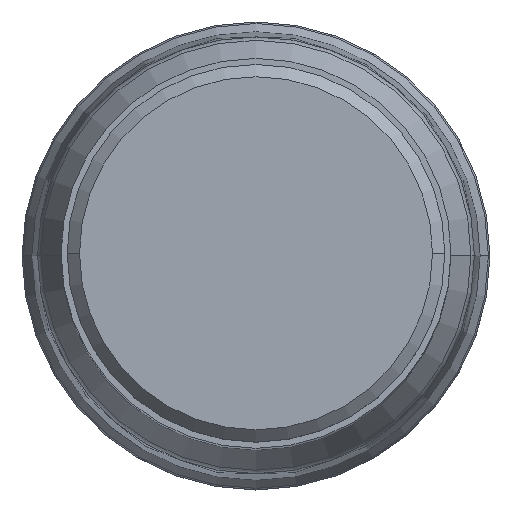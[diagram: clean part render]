
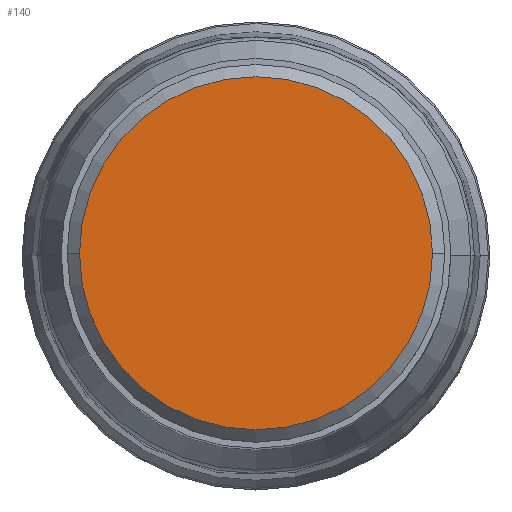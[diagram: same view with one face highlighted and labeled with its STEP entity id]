
A CAD part, top view. The second image highlights one B-rep face of the part: STEP entity #140.
In plain terms, the highlighted planar face has unit normal (0, 0, 1).
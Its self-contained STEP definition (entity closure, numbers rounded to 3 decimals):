
#46=PLANE('',#1216);
#140=ADVANCED_FACE('',(#212),#46,.T.);
#212=FACE_OUTER_BOUND('',#272,.T.);
#272=EDGE_LOOP('',(#527,#528,#529,#530));
#527=ORIENTED_EDGE('',*,*,#754,.T.);
#528=ORIENTED_EDGE('',*,*,#758,.T.);
#529=ORIENTED_EDGE('',*,*,#757,.T.);
#530=ORIENTED_EDGE('',*,*,#755,.T.);
#622=VERTEX_POINT('',#1887);
#623=VERTEX_POINT('',#1889);
#624=VERTEX_POINT('',#1891);
#625=VERTEX_POINT('',#1895);
#754=EDGE_CURVE('',#623,#622,#868,.T.);
#755=EDGE_CURVE('',#624,#623,#869,.T.);
#757=EDGE_CURVE('',#625,#624,#870,.T.);
#758=EDGE_CURVE('',#622,#625,#871,.T.);
#868=CIRCLE('',#1210,14.375);
#869=CIRCLE('',#1211,14.375);
#870=CIRCLE('',#1213,14.375);
#871=CIRCLE('',#1214,14.375);
#1210=AXIS2_PLACEMENT_3D('',#1888,#1586,#1587);
#1211=AXIS2_PLACEMENT_3D('',#1890,#1588,#1589);
#1213=AXIS2_PLACEMENT_3D('',#1894,#1593,#1594);
#1214=AXIS2_PLACEMENT_3D('',#1896,#1595,#1596);
#1216=AXIS2_PLACEMENT_3D('',#1898,#1599,#1600);
#1586=DIRECTION('',(0.,0.,1.));
#1587=DIRECTION('',(0.,-1.,0.));
#1588=DIRECTION('',(0.,0.,1.));
#1589=DIRECTION('',(-1.,0.,0.));
#1593=DIRECTION('',(0.,0.,1.));
#1594=DIRECTION('',(0.,1.,0.));
#1595=DIRECTION('',(0.,0.,1.));
#1596=DIRECTION('',(1.,0.,0.));
#1599=DIRECTION('',(0.,0.,1.));
#1600=DIRECTION('',(1.,0.,0.));
#1887=CARTESIAN_POINT('',(14.375,0.,0.));
#1888=CARTESIAN_POINT('',(0.,0.,0.));
#1889=CARTESIAN_POINT('',(0.,-14.375,0.));
#1890=CARTESIAN_POINT('',(0.,0.,0.));
#1891=CARTESIAN_POINT('',(-14.375,0.,0.));
#1894=CARTESIAN_POINT('',(0.,0.,0.));
#1895=CARTESIAN_POINT('',(0.,14.375,0.));
#1896=CARTESIAN_POINT('',(0.,0.,0.));
#1898=CARTESIAN_POINT('',(0.,0.001,0.));
